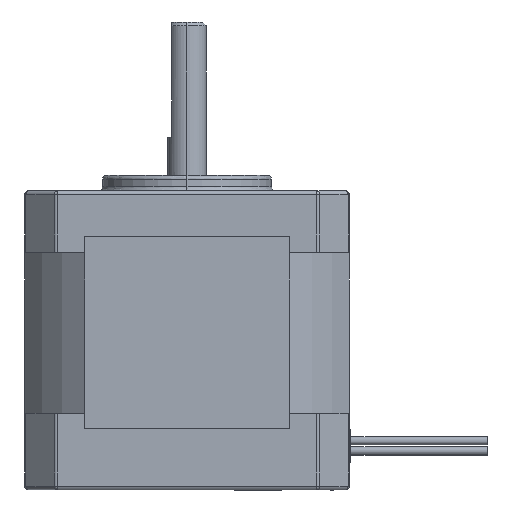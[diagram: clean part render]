
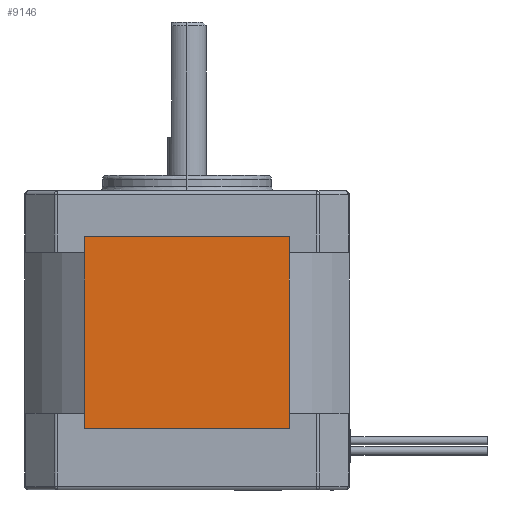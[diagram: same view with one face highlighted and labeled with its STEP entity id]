
A CAD part, left-side view. The second image highlights one B-rep face of the part: STEP entity #9146.
In plain terms, the highlighted planar face has unit normal (-1, 0, 0).
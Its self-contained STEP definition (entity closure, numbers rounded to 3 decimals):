
#48 = PLANE ( 'NONE',  #7537 ) ;
#83 = DIRECTION ( 'NONE',  ( 1., 0., 0. ) ) ;
#187 = DIRECTION ( 'NONE',  ( 0., -1., 0. ) ) ;
#267 = CARTESIAN_POINT ( 'NONE',  ( -21.16, -13.314, 4. ) ) ;
#718 = LINE ( 'NONE', #6367, #5662 ) ;
#862 = EDGE_CURVE ( 'NONE', #2185, #9312, #8188, .T. ) ;
#936 = ORIENTED_EDGE ( 'NONE', *, *, #1800, .F. ) ;
#1182 = EDGE_CURVE ( 'NONE', #2185, #11529, #718, .T. ) ;
#1800 = EDGE_CURVE ( 'NONE', #11529, #11069, #11732, .T. ) ;
#2133 = VECTOR ( 'NONE', #187, 1000. ) ;
#2185 = VERTEX_POINT ( 'NONE', #2923 ) ;
#2833 = DIRECTION ( 'NONE',  ( 0., -1., 0. ) ) ;
#2923 = CARTESIAN_POINT ( 'NONE',  ( -21.16, 13.314, -21. ) ) ;
#2997 = CARTESIAN_POINT ( 'NONE',  ( -21.16, 0., -21. ) ) ;
#3175 = FACE_OUTER_BOUND ( 'NONE', #9291, .T. ) ;
#3244 = VECTOR ( 'NONE', #10636, 1000. ) ;
#3530 = LINE ( 'NONE', #7820, #3244 ) ;
#4362 = ORIENTED_EDGE ( 'NONE', *, *, #6357, .F. ) ;
#5662 = VECTOR ( 'NONE', #6748, 1000. ) ;
#5663 = CARTESIAN_POINT ( 'NONE',  ( -21.16, -13.314, 63.85 ) ) ;
#6357 = EDGE_CURVE ( 'NONE', #11069, #9312, #3530, .T. ) ;
#6367 = CARTESIAN_POINT ( 'NONE',  ( -21.16, 13.314, 63.85 ) ) ;
#6369 = CARTESIAN_POINT ( 'NONE',  ( -21.16, -13.314, 4. ) ) ;
#6626 = DIRECTION ( 'NONE',  ( 0., 1., 0. ) ) ;
#6748 = DIRECTION ( 'NONE',  ( 0., 0., 1. ) ) ;
#7537 = AXIS2_PLACEMENT_3D ( 'NONE', #5663, #83, #6626 ) ;
#7820 = CARTESIAN_POINT ( 'NONE',  ( -21.16, -13.314, 63.85 ) ) ;
#7874 = CARTESIAN_POINT ( 'NONE',  ( -21.16, -13.314, -21. ) ) ;
#8188 = LINE ( 'NONE', #2997, #10660 ) ;
#8360 = ORIENTED_EDGE ( 'NONE', *, *, #1182, .F. ) ;
#9146 = ADVANCED_FACE ( 'NONE', ( #3175 ), #48, .F. ) ;
#9291 = EDGE_LOOP ( 'NONE', ( #936, #8360, #11928, #4362 ) ) ;
#9312 = VERTEX_POINT ( 'NONE', #7874 ) ;
#10636 = DIRECTION ( 'NONE',  ( 0., 0., -1. ) ) ;
#10660 = VECTOR ( 'NONE', #2833, 1000. ) ;
#10921 = CARTESIAN_POINT ( 'NONE',  ( -21.16, 13.314, 4. ) ) ;
#11069 = VERTEX_POINT ( 'NONE', #6369 ) ;
#11529 = VERTEX_POINT ( 'NONE', #10921 ) ;
#11732 = LINE ( 'NONE', #267, #2133 ) ;
#11928 = ORIENTED_EDGE ( 'NONE', *, *, #862, .T. ) ;
